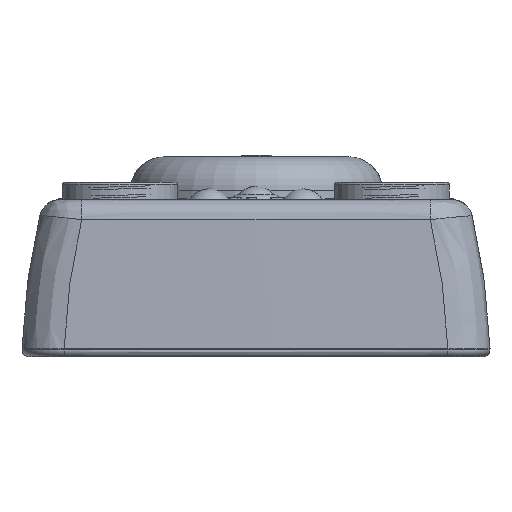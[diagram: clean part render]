
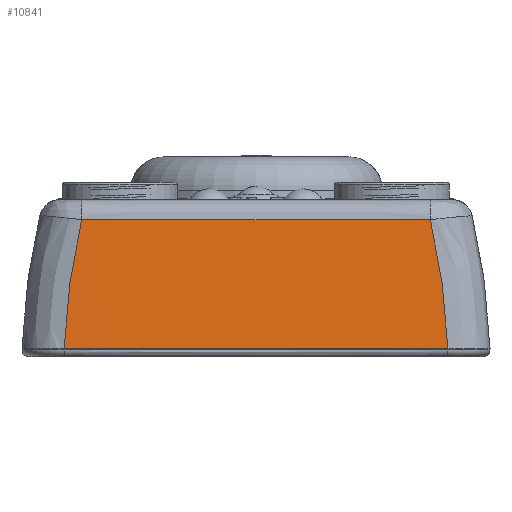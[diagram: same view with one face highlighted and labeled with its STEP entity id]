
A CAD part, front view. The second image highlights one B-rep face of the part: STEP entity #10841.
In plain terms, the highlighted conical face has half-angle 86.906 degrees and reference radius 150 mm.
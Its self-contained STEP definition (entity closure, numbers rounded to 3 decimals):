
#8012=CONICAL_SURFACE('',#37668,150.,86.906);
#9378=FACE_OUTER_BOUND('',#16531,.T.);
#10841=ADVANCED_FACE('',(#9378),#8012,.T.);
#14658=B_SPLINE_CURVE_WITH_KNOTS('',3,(#54344,#54345,#54346,#54347,#54348,
#54349),.UNSPECIFIED.,.F.,.F.,(4,2,4),(0.,0.5,1.),.UNSPECIFIED.);
#14662=B_SPLINE_CURVE_WITH_KNOTS('',3,(#54381,#54382,#54383,#54384,#54385,
#54386),.UNSPECIFIED.,.F.,.F.,(4,2,4),(0.,0.5,1.),.UNSPECIFIED.);
#14665=B_SPLINE_CURVE_WITH_KNOTS('',3,(#54411,#54412,#54413,#54414),
 .UNSPECIFIED.,.F.,.F.,(4,4),(0.,1.),.UNSPECIFIED.);
#14666=B_SPLINE_CURVE_WITH_KNOTS('',3,(#54415,#54416,#54417,#54418),
 .UNSPECIFIED.,.F.,.F.,(4,4),(0.,1.),.UNSPECIFIED.);
#14667=B_SPLINE_CURVE_WITH_KNOTS('',3,(#54420,#54421,#54422,#54423),
 .UNSPECIFIED.,.F.,.F.,(4,4),(0.,1.),.UNSPECIFIED.);
#16531=EDGE_LOOP('',(#20485,#20486,#20487,#20488,#20489));
#20485=ORIENTED_EDGE('',*,*,#30452,.T.);
#20486=ORIENTED_EDGE('',*,*,#30445,.T.);
#20487=ORIENTED_EDGE('',*,*,#30453,.F.);
#20488=ORIENTED_EDGE('',*,*,#30454,.F.);
#20489=ORIENTED_EDGE('',*,*,#30449,.T.);
#27338=VERTEX_POINT('',#54309);
#27339=VERTEX_POINT('',#54350);
#27340=VERTEX_POINT('',#54351);
#27342=VERTEX_POINT('',#54387);
#27344=VERTEX_POINT('',#54419);
#30445=EDGE_CURVE('',#27339,#27340,#14658,.T.);
#30449=EDGE_CURVE('',#27342,#27338,#14662,.T.);
#30452=EDGE_CURVE('',#27338,#27339,#14665,.T.);
#30453=EDGE_CURVE('',#27344,#27340,#14666,.T.);
#30454=EDGE_CURVE('',#27342,#27344,#14667,.T.);
#37668=AXIS2_PLACEMENT_3D('',#54424,#41308,#41309);
#41308=DIRECTION('',(0.,1.,0.));
#41309=DIRECTION('',(0.,0.,-1.));
#54309=CARTESIAN_POINT('',(46.957,58.38,-0.406));
#54344=CARTESIAN_POINT('',(6.043,58.38,-0.406));
#54345=CARTESIAN_POINT('',(5.455,58.252,-2.882));
#54346=CARTESIAN_POINT('',(4.989,58.122,-5.381));
#54347=CARTESIAN_POINT('',(4.301,57.859,-10.422));
#54348=CARTESIAN_POINT('',(4.08,57.725,-12.958));
#54349=CARTESIAN_POINT('',(3.984,57.591,-15.5));
#54350=CARTESIAN_POINT('',(6.043,58.38,-0.406));
#54351=CARTESIAN_POINT('',(3.984,57.591,-15.5));
#54381=CARTESIAN_POINT('',(49.016,57.591,-15.5));
#54382=CARTESIAN_POINT('',(48.92,57.725,-12.958));
#54383=CARTESIAN_POINT('',(48.699,57.859,-10.422));
#54384=CARTESIAN_POINT('',(48.011,58.122,-5.381));
#54385=CARTESIAN_POINT('',(47.545,58.252,-2.882));
#54386=CARTESIAN_POINT('',(46.957,58.38,-0.406));
#54387=CARTESIAN_POINT('',(49.016,57.591,-15.5));
#54411=CARTESIAN_POINT('',(46.957,58.38,-0.406));
#54412=CARTESIAN_POINT('',(33.254,58.278,-0.404));
#54413=CARTESIAN_POINT('',(19.746,58.278,-0.404));
#54414=CARTESIAN_POINT('',(6.043,58.38,-0.406));
#54415=CARTESIAN_POINT('',(9.333,57.548,-15.5));
#54416=CARTESIAN_POINT('',(7.55,57.56,-15.5));
#54417=CARTESIAN_POINT('',(5.767,57.575,-15.5));
#54418=CARTESIAN_POINT('',(3.984,57.591,-15.5));
#54419=CARTESIAN_POINT('',(9.333,57.548,-15.5));
#54420=CARTESIAN_POINT('',(49.016,57.591,-15.5));
#54421=CARTESIAN_POINT('',(35.788,57.471,-15.5));
#54422=CARTESIAN_POINT('',(22.56,57.456,-15.5));
#54423=CARTESIAN_POINT('',(9.333,57.548,-15.5));
#54424=CARTESIAN_POINT('',(26.5,58.445,-147.788));
